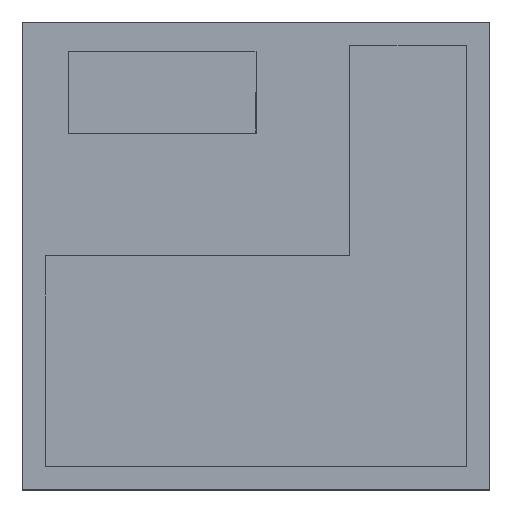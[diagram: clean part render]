
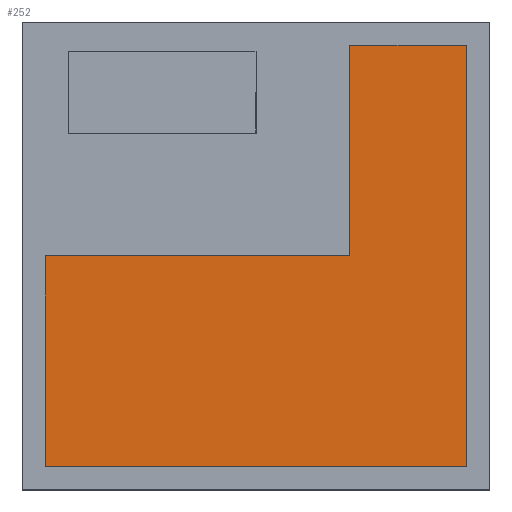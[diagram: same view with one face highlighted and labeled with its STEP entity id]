
A CAD part, top view. The second image highlights one B-rep face of the part: STEP entity #252.
In plain terms, the highlighted planar face has unit normal (0, 0, 1).
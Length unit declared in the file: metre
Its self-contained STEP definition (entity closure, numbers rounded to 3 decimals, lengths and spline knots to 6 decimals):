
#252 = ADVANCED_FACE( 'Face appearance 1', ( #595 ), #596, .T. );
#595 = FACE_OUTER_BOUND( '', #1003, .T. );
#596 = PLANE( '', #1004 );
#1003 = EDGE_LOOP( '', ( #1736, #1737, #1738, #1739, #1740, #1741 ) );
#1004 = AXIS2_PLACEMENT_3D( '', #1742, #1743, #1744 );
#1736 = ORIENTED_EDGE( '', *, *, #2623, .T. );
#1737 = ORIENTED_EDGE( '', *, *, #2624, .T. );
#1738 = ORIENTED_EDGE( '', *, *, #2625, .F. );
#1739 = ORIENTED_EDGE( '', *, *, #2373, .F. );
#1740 = ORIENTED_EDGE( '', *, *, #2538, .F. );
#1741 = ORIENTED_EDGE( '', *, *, #2564, .T. );
#1742 = CARTESIAN_POINT( '', ( 0., 0., 0.0016 ) );
#1743 = DIRECTION( '', ( 0., 0., 1. ) );
#1744 = DIRECTION( '', ( 1., 0., 0. ) );
#2373 = EDGE_CURVE( '', #2828, #2830, #2831, .T. );
#2538 = EDGE_CURVE( '', #3118, #2828, #3120, .T. );
#2564 = EDGE_CURVE( '', #3118, #3153, #3155, .T. );
#2623 = EDGE_CURVE( '', #3153, #3233, #3234, .T. );
#2624 = EDGE_CURVE( '', #3233, #3235, #3236, .T. );
#2625 = EDGE_CURVE( '', #2830, #3235, #3237, .T. );
#2828 = VERTEX_POINT( '', #3485 );
#2830 = VERTEX_POINT( '', #3488 );
#2831 = LINE( '', #3489, #3490 );
#3118 = VERTEX_POINT( '', #3922 );
#3120 = LINE( '', #3925, #3926 );
#3153 = VERTEX_POINT( '', #3975 );
#3155 = LINE( '', #3978, #3979 );
#3233 = VERTEX_POINT( '', #4097 );
#3234 = LINE( '', #4098, #4099 );
#3235 = VERTEX_POINT( '', #4100 );
#3236 = LINE( '', #4101, #4102 );
#3237 = LINE( '', #4103, #4104 );
#3485 = CARTESIAN_POINT( '', ( -0.0045, 0., 0.0016 ) );
#3488 = CARTESIAN_POINT( '', ( 0.002, 0., 0.0016 ) );
#3489 = CARTESIAN_POINT( '', ( -0.00125, 0., 0.0016 ) );
#3490 = VECTOR( '', #4353, 1. );
#3922 = CARTESIAN_POINT( '', ( -0.0045, -0.0045, 0.0016 ) );
#3925 = CARTESIAN_POINT( '', ( -0.0045, -0.00225, 0.0016 ) );
#3926 = VECTOR( '', #4499, 1. );
#3975 = CARTESIAN_POINT( '', ( 0.0045, -0.0045, 0.0016 ) );
#3978 = CARTESIAN_POINT( '', ( 0., -0.0045, 0.0016 ) );
#3979 = VECTOR( '', #4517, 1. );
#4097 = CARTESIAN_POINT( '', ( 0.0045, 0.0045, 0.0016 ) );
#4098 = CARTESIAN_POINT( '', ( 0.0045, -0.00225, 0.0016 ) );
#4099 = VECTOR( '', #4558, 1. );
#4100 = CARTESIAN_POINT( '', ( 0.002, 0.0045, 0.0016 ) );
#4101 = CARTESIAN_POINT( '', ( 0.00325, 0.0045, 0.0016 ) );
#4102 = VECTOR( '', #4559, 1. );
#4103 = CARTESIAN_POINT( '', ( 0.002, 0.00225, 0.0016 ) );
#4104 = VECTOR( '', #4560, 1. );
#4353 = DIRECTION( '', ( 1., 0., 0. ) );
#4499 = DIRECTION( '', ( 0., 1., 0. ) );
#4517 = DIRECTION( '', ( 1., 0., 0. ) );
#4558 = DIRECTION( '', ( 0., 1., 0. ) );
#4559 = DIRECTION( '', ( -1., 0., 0. ) );
#4560 = DIRECTION( '', ( 0., 1., 0. ) );
